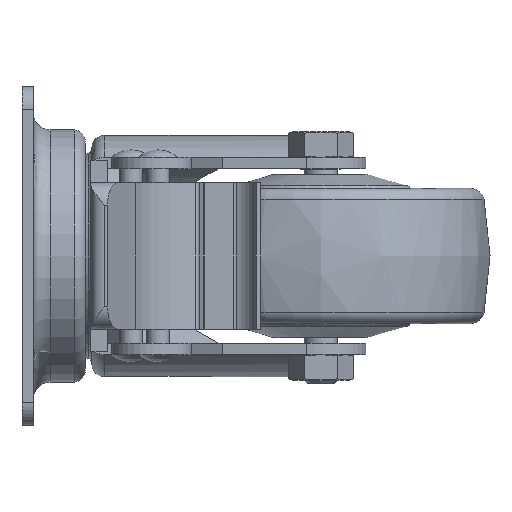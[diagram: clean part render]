
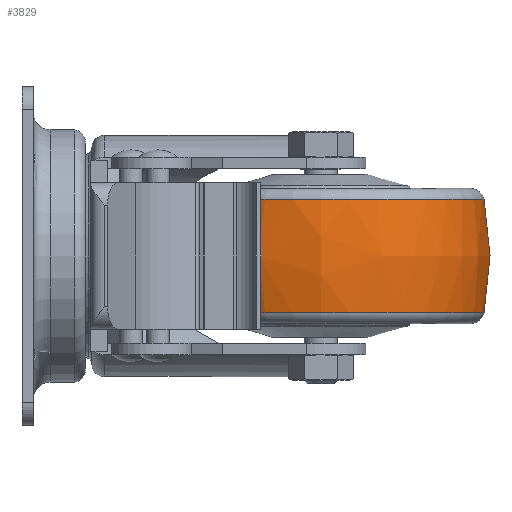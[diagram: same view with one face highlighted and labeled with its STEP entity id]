
A CAD part, left-side view. The second image highlights one B-rep face of the part: STEP entity #3829.
In plain terms, the highlighted free-form (B-spline) face has degree [2, 2] with [3, 9] control points.
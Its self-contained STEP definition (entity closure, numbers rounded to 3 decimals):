
#94=(
BOUNDED_SURFACE()
B_SPLINE_SURFACE(2,2,((#6257,#6258,#6259,#6260,#6261,#6262,#6263,#6264,
#6265),(#6266,#6267,#6268,#6269,#6270,#6271,#6272,#6273,#6274),(#6275,#6276,
#6277,#6278,#6279,#6280,#6281,#6282,#6283)),.UNSPECIFIED.,.F.,.T.,.F.)
B_SPLINE_SURFACE_WITH_KNOTS((3,3),(3,2,2,2,3),(-0.21,0.21),
(-3.142,-1.571,0.,1.571,3.142),
 .UNSPECIFIED.)
GEOMETRIC_REPRESENTATION_ITEM()
RATIONAL_B_SPLINE_SURFACE(((1.,0.707,1.,0.707,1.,
0.707,1.,0.707,1.),(0.978,0.692,
0.978,0.692,0.978,0.692,0.978,
0.692,0.978),(1.,0.707,1.,0.707,
1.,0.707,1.,0.707,1.)))
REPRESENTATION_ITEM('')
SURFACE()
);
#909=FACE_OUTER_BOUND('',#1159,.T.);
#1159=EDGE_LOOP('',(#2809,#2810,#2811,#2812));
#1424=CIRCLE('',#4350,28.945);
#1425=CIRCLE('',#4351,48.125);
#1426=CIRCLE('',#4352,28.945);
#1722=VERTEX_POINT('',#6254);
#1723=VERTEX_POINT('',#6284);
#2130=EDGE_CURVE('',#1722,#1722,#1424,.T.);
#2131=EDGE_CURVE('',#1722,#1723,#1425,.T.);
#2132=EDGE_CURVE('',#1723,#1723,#1426,.T.);
#2809=ORIENTED_EDGE('',*,*,#2130,.F.);
#2810=ORIENTED_EDGE('',*,*,#2131,.T.);
#2811=ORIENTED_EDGE('',*,*,#2132,.T.);
#2812=ORIENTED_EDGE('',*,*,#2131,.F.);
#3829=ADVANCED_FACE('',(#909),#94,.F.);
#4350=AXIS2_PLACEMENT_3D('',#6256,#5003,#5004);
#4351=AXIS2_PLACEMENT_3D('',#6285,#5005,#5006);
#4352=AXIS2_PLACEMENT_3D('',#6286,#5007,#5008);
#5003=DIRECTION('center_axis',(1.,0.,0.));
#5004=DIRECTION('ref_axis',(0.,0.,-1.));
#5005=DIRECTION('center_axis',(0.,-1.,0.));
#5006=DIRECTION('ref_axis',(0.,0.,1.));
#5007=DIRECTION('center_axis',(1.,0.,0.));
#5008=DIRECTION('ref_axis',(0.,0.,-1.));
#6254=CARTESIAN_POINT('',(24.021,0.,28.945));
#6256=CARTESIAN_POINT('Origin',(24.021,0.,0.));
#6257=CARTESIAN_POINT('Ctrl Pts',(3.979,0.,28.945));
#6258=CARTESIAN_POINT('Ctrl Pts',(3.979,-28.945,28.945));
#6259=CARTESIAN_POINT('Ctrl Pts',(3.979,-28.945,0.));
#6260=CARTESIAN_POINT('Ctrl Pts',(3.979,-28.945,-28.945));
#6261=CARTESIAN_POINT('Ctrl Pts',(3.979,0.,-28.945));
#6262=CARTESIAN_POINT('Ctrl Pts',(3.979,28.945,-28.945));
#6263=CARTESIAN_POINT('Ctrl Pts',(3.979,28.945,0.));
#6264=CARTESIAN_POINT('Ctrl Pts',(3.979,28.945,28.945));
#6265=CARTESIAN_POINT('Ctrl Pts',(3.979,0.,28.945));
#6266=CARTESIAN_POINT('Ctrl Pts',(14.,0.,31.078));
#6267=CARTESIAN_POINT('Ctrl Pts',(14.,-31.078,31.078));
#6268=CARTESIAN_POINT('Ctrl Pts',(14.,-31.078,0.));
#6269=CARTESIAN_POINT('Ctrl Pts',(14.,-31.078,-31.078));
#6270=CARTESIAN_POINT('Ctrl Pts',(14.,0.,-31.078));
#6271=CARTESIAN_POINT('Ctrl Pts',(14.,31.078,-31.078));
#6272=CARTESIAN_POINT('Ctrl Pts',(14.,31.078,0.));
#6273=CARTESIAN_POINT('Ctrl Pts',(14.,31.078,31.078));
#6274=CARTESIAN_POINT('Ctrl Pts',(14.,0.,31.078));
#6275=CARTESIAN_POINT('Ctrl Pts',(24.021,0.,28.945));
#6276=CARTESIAN_POINT('Ctrl Pts',(24.021,-28.945,28.945));
#6277=CARTESIAN_POINT('Ctrl Pts',(24.021,-28.945,0.));
#6278=CARTESIAN_POINT('Ctrl Pts',(24.021,-28.945,-28.945));
#6279=CARTESIAN_POINT('Ctrl Pts',(24.021,0.,-28.945));
#6280=CARTESIAN_POINT('Ctrl Pts',(24.021,28.945,-28.945));
#6281=CARTESIAN_POINT('Ctrl Pts',(24.021,28.945,0.));
#6282=CARTESIAN_POINT('Ctrl Pts',(24.021,28.945,28.945));
#6283=CARTESIAN_POINT('Ctrl Pts',(24.021,0.,28.945));
#6284=CARTESIAN_POINT('',(3.979,0.,28.945));
#6285=CARTESIAN_POINT('Origin',(14.,0.,-18.125));
#6286=CARTESIAN_POINT('Origin',(3.979,0.,0.));
